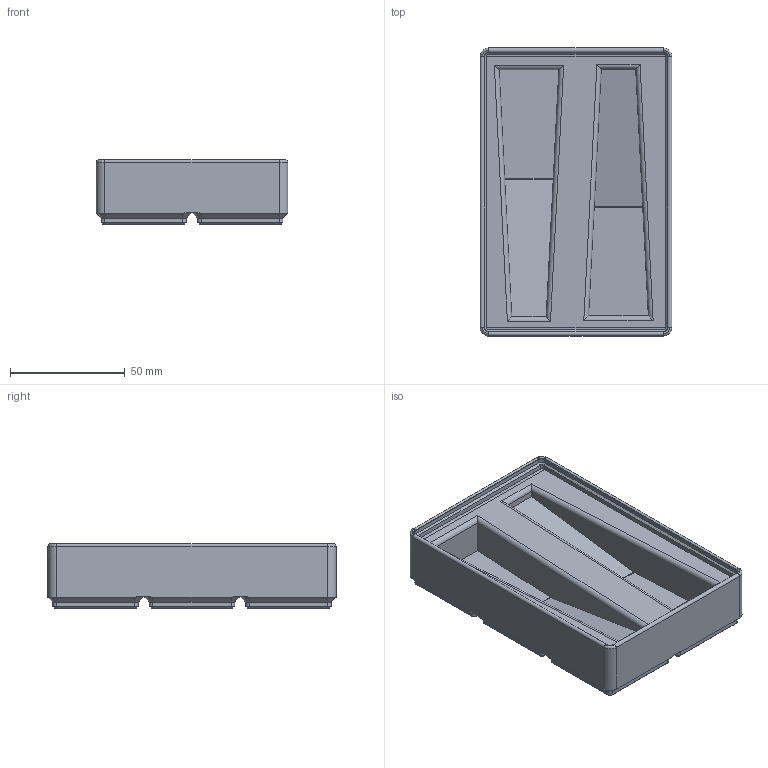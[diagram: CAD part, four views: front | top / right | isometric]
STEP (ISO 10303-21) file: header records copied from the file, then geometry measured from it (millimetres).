
FILE_DESCRIPTION(('FreeCAD Model'),'2;1');
FILE_NAME('Open CASCADE Shape Model','2024-02-15T23:33:22',('Author'),( ''),'Open CASCADE STEP processor 7.6','FreeCAD','Unknown');
FILE_SCHEMA(('AUTOMOTIVE_DESIGN { 1 0 10303 214 1 1 1 1 }'));
Length unit declared in the file: millimetre
Products named in the file (1): Divider Storage
Bounding box: 83.5 x 125.5 x 28 mm (x, y, z)
Volume: 165425.3 mm3; surface area: 42902.5 mm2
Topology: 1 solids, 1 shells, 331 faces, 675 edges, 396 vertices
Faces by surface type: plane 165, cylinder 98, cone 60, torus 8
Full cylindrical faces by diameter (mm): 3 x24, 6.5 x24
Entity records: 8641 total; most frequent: CARTESIAN_POINT 1783, DIRECTION 1453, ORIENTED_EDGE 1350, EDGE_CURVE 675, AXIS2_PLACEMENT_3D 594, VERTEX_POINT 396, FACE_BOUND 381, EDGE_LOOP 381
